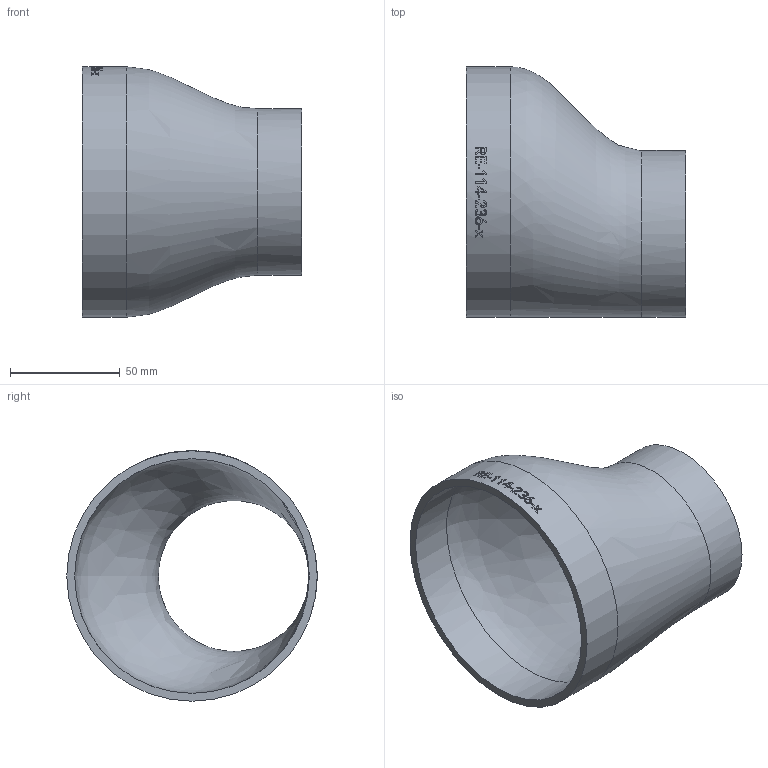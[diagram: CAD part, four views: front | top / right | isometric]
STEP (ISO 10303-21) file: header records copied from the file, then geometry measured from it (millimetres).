
FILE_DESCRIPTION (( 'STEP AP214' ), '1' );
FILE_NAME ('RE-114-236-x Reduzierung Exzenter 114,3x76,1x3,6x2,9 BL100 2101.STEP', '2021-01-05T09:33:17', ( '' ), ( '' ), 'SwSTEP 2.0', 'SolidWorks 2019', '' );
FILE_SCHEMA (( 'AUTOMOTIVE_DESIGN' ));
Length unit declared in the file: millimetre
Products named in the file (1): RE-114-236-x Reduzierung Exzenter 114,3x76,1x3,6x2,9 BL100 2101
Bounding box: 100 x 114.3 x 114.3 mm (x, y, z)
Volume: 108096.6 mm3; surface area: 62354.5 mm2
Topology: 1 solids, 1 shells, 145 faces, 387 edges, 258 vertices
Faces by surface type: plane 68, bspline 58, cylinder 18, cone 1
Full cylindrical faces by diameter (mm): 76.1 x1, 107.1 x1, 114.3 x1
Entity records: 18481 total; most frequent: CARTESIAN_POINT 13878, ORIENTED_EDGE 748, DIRECTION 442, EDGE_CURVE 374, VERTEX_POINT 252, B_SPLINE_CURVE_WITH_KNOTS 187, EDGE_LOOP 168, AXIS2_PLACEMENT_3D 167
